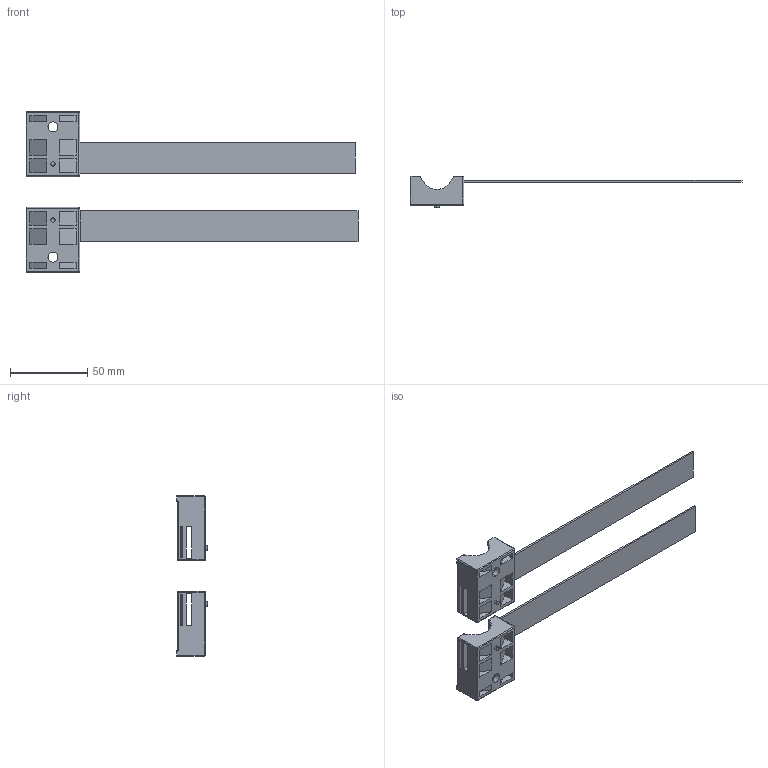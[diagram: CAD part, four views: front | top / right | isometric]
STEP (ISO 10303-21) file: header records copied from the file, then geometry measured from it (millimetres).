
FILE_DESCRIPTION (( 'STEP AP214' ), '1' );
FILE_NAME ('3014-510-190.STEP', '2024-09-10T12:52:09', ( '' ), ( '' ), 'SwSTEP 2.0', 'SolidWorks 2022', '' );
FILE_SCHEMA (( 'AUTOMOTIVE_DESIGN' ));
Length unit declared in the file: millimetre
Products named in the file (3): 8020-020 190mm; 3014-510-1; 3014-510-190
Assembly tree (4 placements, depth 2):
  3014-510-190
    3014-510-1  x2
    8020-020 190mm  x2
Bounding box: 215.54 x 20.1 x 104 mm (x, y, z)
Volume: 39915.7 mm3; surface area: 32399.5 mm2
Topology: 4 solids, 4 shells, 580 faces, 1520 edges, 980 vertices
Faces by surface type: plane 372, bspline 120, cylinder 50, torus 22, sphere 16
Entity records: 12917 total; most frequent: CARTESIAN_POINT 5991, ORIENTED_EDGE 1504, DIRECTION 1154, EDGE_CURVE 752, LINE 544, VECTOR 544, VERTEX_POINT 490, EDGE_LOOP 324
